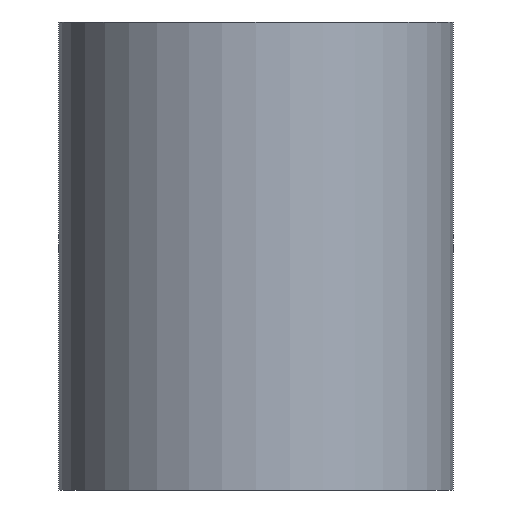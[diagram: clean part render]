
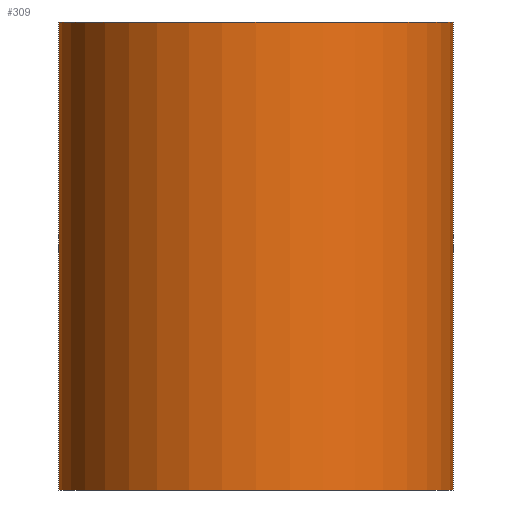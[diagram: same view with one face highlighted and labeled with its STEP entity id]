
A CAD part, front view. The second image highlights one B-rep face of the part: STEP entity #309.
In plain terms, the highlighted cylindrical face has radius 8 mm (diameter 16 mm), a full revolution.
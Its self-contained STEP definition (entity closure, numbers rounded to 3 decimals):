
#117=CARTESIAN_POINT('',(8.0,0.,0.0));
#118=VERTEX_POINT('',#117);
#119=CARTESIAN_POINT('',(0.0,0.0,0.0));
#120=DIRECTION('',(0.0,0.0,-1.0));
#121=DIRECTION('',(-1.0,0.0,0.0));
#122=AXIS2_PLACEMENT_3D('',#119,#120,#121);
#123=CIRCLE('',#122,8.0);
#124=EDGE_CURVE('',#118,#118,#123,.T.);
#290=CARTESIAN_POINT('',(0.0,0.0,0.0));
#291=DIRECTION('',(0.0,0.0,1.0));
#292=DIRECTION('',(-1.0,0.0,0.0));
#293=AXIS2_PLACEMENT_3D('',#290,#291,#292);
#294=CYLINDRICAL_SURFACE('',#293,8.0);
#295=CARTESIAN_POINT('',(8.0,0.,19.0));
#296=VERTEX_POINT('',#295);
#297=CARTESIAN_POINT('',(0.0,0.0,19.0));
#298=DIRECTION('',(0.0,0.0,-1.0));
#299=DIRECTION('',(-1.0,0.0,0.0));
#300=AXIS2_PLACEMENT_3D('',#297,#298,#299);
#301=CIRCLE('',#300,8.0);
#302=EDGE_CURVE('',#296,#296,#301,.T.);
#303=ORIENTED_EDGE('',*,*,#302,.T.);
#304=EDGE_LOOP('',(#303));
#305=FACE_OUTER_BOUND('',#304,.T.);
#306=ORIENTED_EDGE('',*,*,#124,.F.);
#307=EDGE_LOOP('',(#306));
#308=FACE_BOUND('',#307,.T.);
#309=ADVANCED_FACE('',(#305,#308),#294,.T.);
